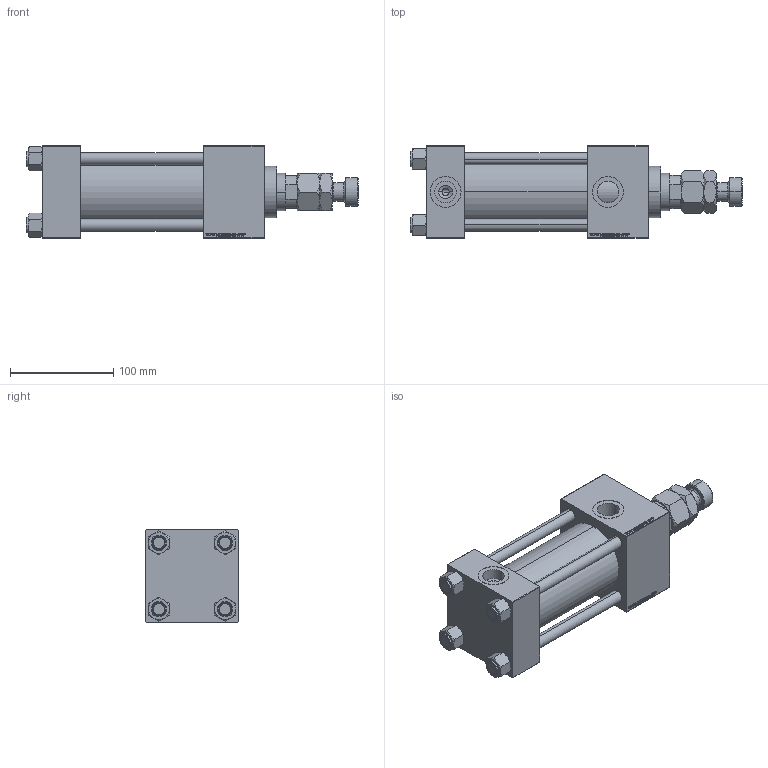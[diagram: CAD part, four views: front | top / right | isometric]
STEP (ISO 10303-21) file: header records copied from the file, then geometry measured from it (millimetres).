
FILE_DESCRIPTION (( 'STEP AP203' ), '1' );
FILE_NAME ('ed88.STEP', '2023-08-23T03:19:47', ( '' ), ( '' ), 'SwSTEP 2.0', 'SolidWorks 2019', '' );
FILE_SCHEMA (( 'CONFIG_CONTROL_DESIGN' ));
Length unit declared in the file: millimetre
Products named in the file (7): V215CR_C_TYCINKA 46f4399c51786f56d32c4e28fd49e27f; MFA 46f4399c51786f56d32c4e28fd49e27f; V215_VC_A 46f4399c51786f56d32c4e28fd49e27f; ed88; V215CR_VCP_C 46f4399c51786f56d32c4e28fd49e27f; NUT_M5_C 46f4399c51786f56d32c4e28fd49e27f; V215CR_C_Body 46f4399c51786f56d32c4e28fd49e27f
Assembly tree (12 placements, depth 2):
  ed88
    V215CR_C_Body 46f4399c51786f56d32c4e28fd49e27f
    V215CR_VCP_C 46f4399c51786f56d32c4e28fd49e27f
    NUT_M5_C 46f4399c51786f56d32c4e28fd49e27f  x4
    V215CR_C_TYCINKA 46f4399c51786f56d32c4e28fd49e27f  x4
    V215_VC_A 46f4399c51786f56d32c4e28fd49e27f
    MFA 46f4399c51786f56d32c4e28fd49e27f
Bounding box: 322 x 90 x 90 mm (x, y, z)
Volume: 1142216.3 mm3; surface area: 233744.3 mm2
Topology: 12 solids, 12 shells, 1200 faces, 2983 edges, 1925 vertices
Faces by surface type: plane 542, bspline 392, cone 164, cylinder 90, torus 12
Entity records: 51952 total; most frequent: CARTESIAN_POINT 27724, ORIENTED_EDGE 5458, DIRECTION 3503, EDGE_CURVE 2729, VERTEX_POINT 1781, VECTOR 1611, LINE 1611, EDGE_LOOP 1210
